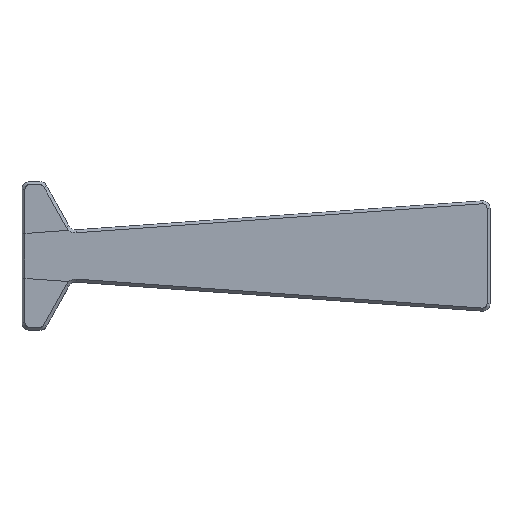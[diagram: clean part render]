
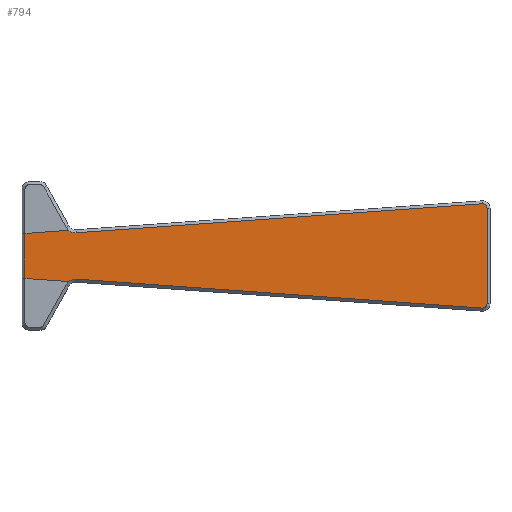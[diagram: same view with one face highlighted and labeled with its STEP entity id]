
A CAD part, top view. The second image highlights one B-rep face of the part: STEP entity #794.
In plain terms, the highlighted planar face has unit normal (0, 0, 1).
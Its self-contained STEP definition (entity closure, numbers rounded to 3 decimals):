
#256 = VERTEX_POINT('',#257);
#257 = CARTESIAN_POINT('',(59.6,6.426,4.));
#263 = EDGE_CURVE('',#256,#264,#266,.T.);
#264 = VERTEX_POINT('',#265);
#265 = CARTESIAN_POINT('',(59.6,-6.426,4.));
#266 = LINE('',#267,#268);
#267 = CARTESIAN_POINT('',(59.6,6.426,4.));
#268 = VECTOR('',#269,1.);
#269 = DIRECTION('',(0.,-1.,0.));
#664 = VERTEX_POINT('',#665);
#665 = CARTESIAN_POINT('',(58.957,7.024,4.));
#671 = EDGE_CURVE('',#664,#256,#672,.T.);
#672 = CIRCLE('',#673,0.6);
#673 = AXIS2_PLACEMENT_3D('',#674,#675,#676);
#674 = CARTESIAN_POINT('',(59.,6.426,4.));
#675 = DIRECTION('',(0.,0.,-1.));
#676 = DIRECTION('',(-0.071,0.997,0.));
#794 = ADVANCED_FACE('',(#795),#882,.T.);
#795 = FACE_BOUND('',#796,.T.);
#796 = EDGE_LOOP('',(#797,#807,#814,#822,#829,#837,#848,#856,#863,#864,
    #865,#873));
#797 = ORIENTED_EDGE('',*,*,#798,.F.);
#798 = EDGE_CURVE('',#799,#801,#803,.T.);
#799 = VERTEX_POINT('',#800);
#800 = CARTESIAN_POINT('',(-2.6,3.029,4.));
#801 = VERTEX_POINT('',#802);
#802 = CARTESIAN_POINT('',(3.289,3.449,4.));
#803 = LINE('',#804,#805);
#804 = CARTESIAN_POINT('',(-3.,3.,4.));
#805 = VECTOR('',#806,1.);
#806 = DIRECTION('',(0.997,0.071,0.));
#807 = ORIENTED_EDGE('',*,*,#808,.F.);
#808 = EDGE_CURVE('',#809,#799,#811,.T.);
#809 = VERTEX_POINT('',#810);
#810 = CARTESIAN_POINT('',(-2.6,3.,4.));
#811 = B_SPLINE_CURVE_WITH_KNOTS('',1,(#812,#813),.UNSPECIFIED.,.F.,.F.,
  (2,2),(78.226,78.254),.PIECEWISE_BEZIER_KNOTS.);
#812 = CARTESIAN_POINT('',(-2.6,3.,4.));
#813 = CARTESIAN_POINT('',(-2.6,3.029,4.));
#814 = ORIENTED_EDGE('',*,*,#815,.F.);
#815 = EDGE_CURVE('',#816,#809,#818,.T.);
#816 = VERTEX_POINT('',#817);
#817 = CARTESIAN_POINT('',(-2.6,-3.,4.));
#818 = LINE('',#819,#820);
#819 = CARTESIAN_POINT('',(-2.6,-3.,4.));
#820 = VECTOR('',#821,1.);
#821 = DIRECTION('',(0.,1.,0.));
#822 = ORIENTED_EDGE('',*,*,#823,.F.);
#823 = EDGE_CURVE('',#824,#816,#826,.T.);
#824 = VERTEX_POINT('',#825);
#825 = CARTESIAN_POINT('',(-2.6,-3.029,4.));
#826 = B_SPLINE_CURVE_WITH_KNOTS('',1,(#827,#828),.UNSPECIFIED.,.F.,.F.,
  (2,2),(72.197,72.226),.PIECEWISE_BEZIER_KNOTS.);
#827 = CARTESIAN_POINT('',(-2.6,-3.029,4.));
#828 = CARTESIAN_POINT('',(-2.6,-3.,4.));
#829 = ORIENTED_EDGE('',*,*,#830,.F.);
#830 = EDGE_CURVE('',#831,#824,#833,.T.);
#831 = VERTEX_POINT('',#832);
#832 = CARTESIAN_POINT('',(3.289,-3.449,4.));
#833 = LINE('',#834,#835);
#834 = CARTESIAN_POINT('',(60.,-7.5,4.));
#835 = VECTOR('',#836,1.);
#836 = DIRECTION('',(-0.997,0.071,0.));
#837 = ORIENTED_EDGE('',*,*,#838,.F.);
#838 = EDGE_CURVE('',#839,#831,#841,.T.);
#839 = VERTEX_POINT('',#840);
#840 = CARTESIAN_POINT('',(4.294,-3.12,4.));
#841 = B_SPLINE_CURVE_WITH_KNOTS('',5,(#842,#843,#844,#845,#846,#847),
  .UNSPECIFIED.,.F.,.F.,(6,6),(54.802,55.577),
  .PIECEWISE_BEZIER_KNOTS.);
#842 = CARTESIAN_POINT('',(4.294,-3.12,4.));
#843 = CARTESIAN_POINT('',(4.078,-3.105,4.));
#844 = CARTESIAN_POINT('',(3.858,-3.131,4.));
#845 = CARTESIAN_POINT('',(3.647,-3.2,4.));
#846 = CARTESIAN_POINT('',(3.454,-3.309,4.));
#847 = CARTESIAN_POINT('',(3.289,-3.449,4.));
#848 = ORIENTED_EDGE('',*,*,#849,.F.);
#849 = EDGE_CURVE('',#850,#839,#852,.T.);
#850 = VERTEX_POINT('',#851);
#851 = CARTESIAN_POINT('',(58.957,-7.024,4.));
#852 = LINE('',#853,#854);
#853 = CARTESIAN_POINT('',(58.957,-7.024,4.));
#854 = VECTOR('',#855,1.);
#855 = DIRECTION('',(-0.997,0.071,0.));
#856 = ORIENTED_EDGE('',*,*,#857,.F.);
#857 = EDGE_CURVE('',#264,#850,#858,.T.);
#858 = CIRCLE('',#859,0.6);
#859 = AXIS2_PLACEMENT_3D('',#860,#861,#862);
#860 = CARTESIAN_POINT('',(59.,-6.426,4.));
#861 = DIRECTION('',(0.,0.,-1.));
#862 = DIRECTION('',(1.,0.,0.));
#863 = ORIENTED_EDGE('',*,*,#263,.F.);
#864 = ORIENTED_EDGE('',*,*,#671,.F.);
#865 = ORIENTED_EDGE('',*,*,#866,.F.);
#866 = EDGE_CURVE('',#867,#664,#869,.T.);
#867 = VERTEX_POINT('',#868);
#868 = CARTESIAN_POINT('',(4.294,3.12,4.));
#869 = LINE('',#870,#871);
#870 = CARTESIAN_POINT('',(4.294,3.12,4.));
#871 = VECTOR('',#872,1.);
#872 = DIRECTION('',(0.997,0.071,0.));
#873 = ORIENTED_EDGE('',*,*,#874,.F.);
#874 = EDGE_CURVE('',#801,#867,#875,.T.);
#875 = B_SPLINE_CURVE_WITH_KNOTS('',5,(#876,#877,#878,#879,#880,#881),
  .UNSPECIFIED.,.F.,.F.,(6,6),(94.874,95.649),
  .PIECEWISE_BEZIER_KNOTS.);
#876 = CARTESIAN_POINT('',(3.289,3.449,4.));
#877 = CARTESIAN_POINT('',(3.454,3.309,4.));
#878 = CARTESIAN_POINT('',(3.647,3.2,4.));
#879 = CARTESIAN_POINT('',(3.858,3.131,4.));
#880 = CARTESIAN_POINT('',(4.078,3.105,4.));
#881 = CARTESIAN_POINT('',(4.294,3.12,4.));
#882 = PLANE('',#883);
#883 = AXIS2_PLACEMENT_3D('',#884,#885,#886);
#884 = CARTESIAN_POINT('',(30.424,0.,4.));
#885 = DIRECTION('',(0.,0.,1.));
#886 = DIRECTION('',(1.,0.,0.));
